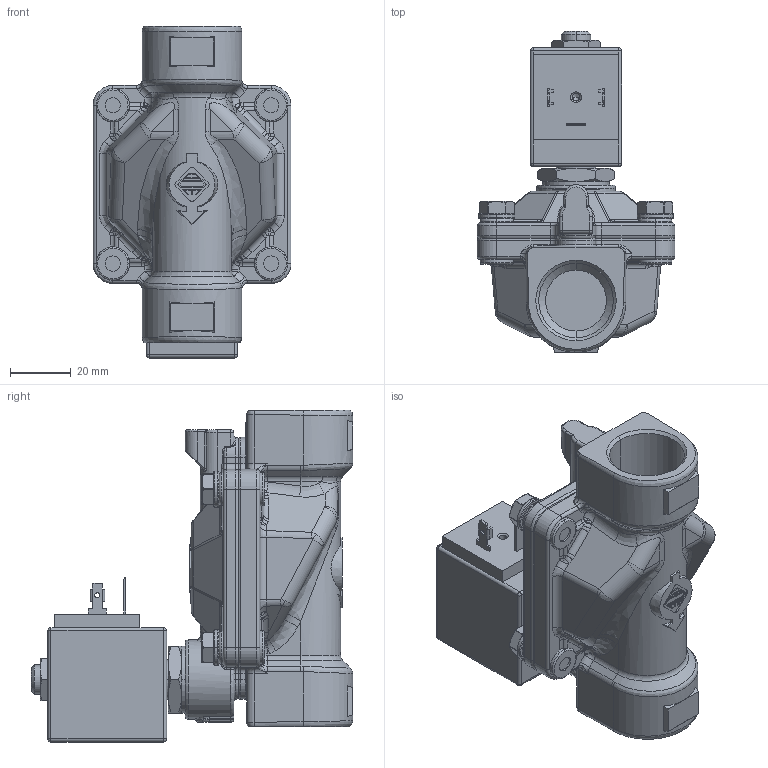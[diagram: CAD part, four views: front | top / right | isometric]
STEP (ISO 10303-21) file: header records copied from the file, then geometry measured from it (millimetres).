
FILE_DESCRIPTION((''),'2;1');
FILE_NAME('21W3KB190_BDA_INGOMBRO_ASM','2017-02-22T',('iacovoneb'),('O.D.E.'),'CREO PARAMETRIC BY PTC INC, 2016130','CREO PARAMETRIC BY PTC INC, 2016130','');
FILE_SCHEMA(('CONFIG_CONTROL_DESIGN'));
Products named in the file (1): 21W3KB190_BDA_INGOMBRO_ASM
Bounding box: 65 x 105.55 x 109 mm (x, y, z)
Volume: 199597.4 mm3; surface area: 49978.6 mm2
Topology: 1 solids, 9 shells, 1611 faces, 3636 edges, 2086 vertices
Faces by surface type: cylinder 462, plane 434, bspline 294, torus 227, sphere 112, cone 82
Entity records: 64624 total; most frequent: CARTESIAN_POINT 23379, ORIENTED_EDGE 7268, DIRECTION 6675, EDGE_CURVE 3634, AXIS2_PLACEMENT_3D 2672, VERTEX_POINT 2086, EDGE_LOOP 1674, FACE_OUTER_BOUND 1611
